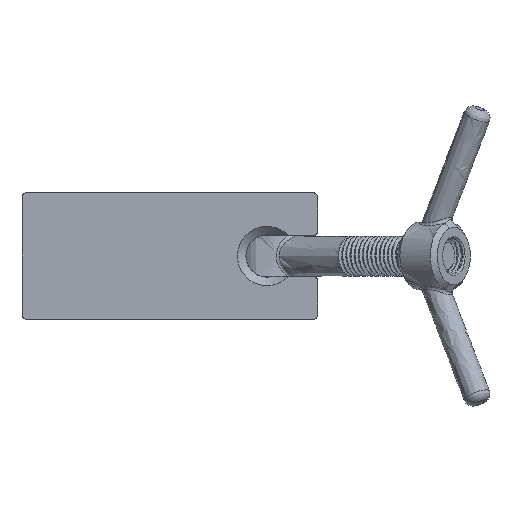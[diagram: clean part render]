
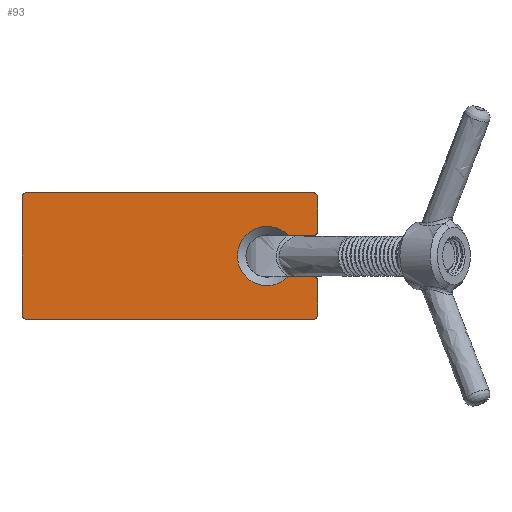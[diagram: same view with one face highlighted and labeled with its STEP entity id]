
A CAD part, top view. The second image highlights one B-rep face of the part: STEP entity #93.
In plain terms, the highlighted free-form (B-spline) face has degree [1, 1] with [2, 2] control points.
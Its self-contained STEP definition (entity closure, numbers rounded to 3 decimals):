
#32 = VERTEX_POINT('',#33);
#33 = CARTESIAN_POINT('',(27.962,27.03,
    79.227));
#38 = EDGE_CURVE('',#32,#39,#41,.T.);
#39 = VERTEX_POINT('',#40);
#40 = CARTESIAN_POINT('',(25.166,24.234,
    79.227));
#41 = ( BOUNDED_CURVE() B_SPLINE_CURVE(2,(#42,#43,#44),.UNSPECIFIED.,.F.
,.F.) B_SPLINE_CURVE_WITH_KNOTS((3,3),(5.498,7.069),
.PIECEWISE_BEZIER_KNOTS.) CURVE() GEOMETRIC_REPRESENTATION_ITEM() 
RATIONAL_B_SPLINE_CURVE((1.,0.707,1.)) REPRESENTATION_ITEM('') 
  );
#42 = CARTESIAN_POINT('',(27.962,27.03,
    79.227));
#43 = CARTESIAN_POINT('',(27.962,24.234,
    79.227));
#44 = CARTESIAN_POINT('',(25.166,24.234,
    79.227));
#62 = EDGE_CURVE('',#63,#39,#65,.T.);
#63 = VERTEX_POINT('',#64);
#64 = CARTESIAN_POINT('',(11.873,24.234,
    79.227));
#65 = B_SPLINE_CURVE_WITH_KNOTS('',1,(#66,#67),.UNSPECIFIED.,.F.,.F.,(2,
    2),(26.488,40.75),.PIECEWISE_BEZIER_KNOTS.);
#66 = CARTESIAN_POINT('',(11.873,24.234,
    79.227));
#67 = CARTESIAN_POINT('',(25.166,24.234,
    79.227));
#93 = ADVANCED_FACE('',(#94),#188,.T.);
#94 = FACE_BOUND('',#95,.T.);
#95 = EDGE_LOOP('',(#96,#97,#104,#112,#119,#127,#134,#142,#149,#157,#164
    ,#172,#179,#187));
#96 = ORIENTED_EDGE('',*,*,#38,.F.);
#97 = ORIENTED_EDGE('',*,*,#98,.T.);
#98 = EDGE_CURVE('',#32,#99,#101,.T.);
#99 = VERTEX_POINT('',#100);
#100 = CARTESIAN_POINT('',(27.962,45.206,
    79.227));
#101 = B_SPLINE_CURVE_WITH_KNOTS('',1,(#102,#103),.UNSPECIFIED.,.F.,.F.,
  (2,2),(30.497,49.997),.PIECEWISE_BEZIER_KNOTS.);
#102 = CARTESIAN_POINT('',(27.962,27.03,
    79.227));
#103 = CARTESIAN_POINT('',(27.962,45.206,
    79.227));
#104 = ORIENTED_EDGE('',*,*,#105,.T.);
#105 = EDGE_CURVE('',#99,#106,#108,.T.);
#106 = VERTEX_POINT('',#107);
#107 = CARTESIAN_POINT('',(25.166,48.002,
    79.227));
#108 = ( BOUNDED_CURVE() B_SPLINE_CURVE(2,(#109,#110,#111),
.UNSPECIFIED.,.F.,.F.) B_SPLINE_CURVE_WITH_KNOTS((3,3),(0.,
1.571),.PIECEWISE_BEZIER_KNOTS.) CURVE() 
GEOMETRIC_REPRESENTATION_ITEM() RATIONAL_B_SPLINE_CURVE((1.,
0.707,1.)) REPRESENTATION_ITEM('') );
#109 = CARTESIAN_POINT('',(27.962,45.206,
    79.227));
#110 = CARTESIAN_POINT('',(27.962,48.002,
    79.227));
#111 = CARTESIAN_POINT('',(25.166,48.002,
    79.227));
#112 = ORIENTED_EDGE('',*,*,#113,.T.);
#113 = EDGE_CURVE('',#106,#114,#116,.T.);
#114 = VERTEX_POINT('',#115);
#115 = CARTESIAN_POINT('',(-132.356,48.002,
    79.227));
#116 = B_SPLINE_CURVE_WITH_KNOTS('',1,(#117,#118),.UNSPECIFIED.,.F.,.F.,
  (2,2),(0.,169.),.PIECEWISE_BEZIER_KNOTS.);
#117 = CARTESIAN_POINT('',(25.166,48.002,
    79.227));
#118 = CARTESIAN_POINT('',(-132.356,48.002,
    79.227));
#119 = ORIENTED_EDGE('',*,*,#120,.T.);
#120 = EDGE_CURVE('',#114,#121,#123,.T.);
#121 = VERTEX_POINT('',#122);
#122 = CARTESIAN_POINT('',(-135.152,45.206,
    79.227));
#123 = ( BOUNDED_CURVE() B_SPLINE_CURVE(2,(#124,#125,#126),
.UNSPECIFIED.,.F.,.F.) B_SPLINE_CURVE_WITH_KNOTS((3,3),(0.,
1.571),.PIECEWISE_BEZIER_KNOTS.) CURVE() 
GEOMETRIC_REPRESENTATION_ITEM() RATIONAL_B_SPLINE_CURVE((1.,
0.707,1.)) REPRESENTATION_ITEM('') );
#124 = CARTESIAN_POINT('',(-132.356,48.002,
    79.227));
#125 = CARTESIAN_POINT('',(-135.152,48.002,
    79.227));
#126 = CARTESIAN_POINT('',(-135.152,45.206,
    79.227));
#127 = ORIENTED_EDGE('',*,*,#128,.T.);
#128 = EDGE_CURVE('',#121,#129,#131,.T.);
#129 = VERTEX_POINT('',#130);
#130 = CARTESIAN_POINT('',(-135.152,-19.108,
    79.227));
#131 = B_SPLINE_CURVE_WITH_KNOTS('',1,(#132,#133),.UNSPECIFIED.,.F.,.F.,
  (2,2),(0.,69.),.PIECEWISE_BEZIER_KNOTS.);
#132 = CARTESIAN_POINT('',(-135.152,45.206,
    79.227));
#133 = CARTESIAN_POINT('',(-135.152,-19.108,
    79.227));
#134 = ORIENTED_EDGE('',*,*,#135,.T.);
#135 = EDGE_CURVE('',#129,#136,#138,.T.);
#136 = VERTEX_POINT('',#137);
#137 = CARTESIAN_POINT('',(-132.356,-21.904,
    79.227));
#138 = ( BOUNDED_CURVE() B_SPLINE_CURVE(2,(#139,#140,#141),
.UNSPECIFIED.,.F.,.F.) B_SPLINE_CURVE_WITH_KNOTS((3,3),(0.,
1.571),.PIECEWISE_BEZIER_KNOTS.) CURVE() 
GEOMETRIC_REPRESENTATION_ITEM() RATIONAL_B_SPLINE_CURVE((1.,
0.707,1.)) REPRESENTATION_ITEM('') );
#139 = CARTESIAN_POINT('',(-135.152,-19.108,
    79.227));
#140 = CARTESIAN_POINT('',(-135.152,-21.904,
    79.227));
#141 = CARTESIAN_POINT('',(-132.356,-21.904,
    79.227));
#142 = ORIENTED_EDGE('',*,*,#143,.T.);
#143 = EDGE_CURVE('',#136,#144,#146,.T.);
#144 = VERTEX_POINT('',#145);
#145 = CARTESIAN_POINT('',(25.166,-21.904,
    79.227));
#146 = B_SPLINE_CURVE_WITH_KNOTS('',1,(#147,#148),.UNSPECIFIED.,.F.,.F.,
  (2,2),(0.,169.),.PIECEWISE_BEZIER_KNOTS.);
#147 = CARTESIAN_POINT('',(-132.356,-21.904,
    79.227));
#148 = CARTESIAN_POINT('',(25.166,-21.904,
    79.227));
#149 = ORIENTED_EDGE('',*,*,#150,.T.);
#150 = EDGE_CURVE('',#144,#151,#153,.T.);
#151 = VERTEX_POINT('',#152);
#152 = CARTESIAN_POINT('',(27.962,-19.108,
    79.227));
#153 = ( BOUNDED_CURVE() B_SPLINE_CURVE(2,(#154,#155,#156),
.UNSPECIFIED.,.F.,.F.) B_SPLINE_CURVE_WITH_KNOTS((3,3),(0.,
1.571),.PIECEWISE_BEZIER_KNOTS.) CURVE() 
GEOMETRIC_REPRESENTATION_ITEM() RATIONAL_B_SPLINE_CURVE((1.,
0.707,1.)) REPRESENTATION_ITEM('') );
#154 = CARTESIAN_POINT('',(25.166,-21.904,
    79.227));
#155 = CARTESIAN_POINT('',(27.962,-21.904,
    79.227));
#156 = CARTESIAN_POINT('',(27.962,-19.108,
    79.227));
#157 = ORIENTED_EDGE('',*,*,#158,.T.);
#158 = EDGE_CURVE('',#151,#159,#161,.T.);
#159 = VERTEX_POINT('',#160);
#160 = CARTESIAN_POINT('',(27.962,-0.932,
    79.227));
#161 = B_SPLINE_CURVE_WITH_KNOTS('',1,(#162,#163),.UNSPECIFIED.,.F.,.F.,
  (2,2),(-19.003,0.497),.PIECEWISE_BEZIER_KNOTS.);
#162 = CARTESIAN_POINT('',(27.962,-19.108,
    79.227));
#163 = CARTESIAN_POINT('',(27.962,-0.932,
    79.227));
#164 = ORIENTED_EDGE('',*,*,#165,.F.);
#165 = EDGE_CURVE('',#166,#159,#168,.T.);
#166 = VERTEX_POINT('',#167);
#167 = CARTESIAN_POINT('',(25.166,1.864,79.227
    ));
#168 = ( BOUNDED_CURVE() B_SPLINE_CURVE(2,(#169,#170,#171),
.UNSPECIFIED.,.F.,.F.) B_SPLINE_CURVE_WITH_KNOTS((3,3),(5.498,
7.069),.PIECEWISE_BEZIER_KNOTS.) CURVE() 
GEOMETRIC_REPRESENTATION_ITEM() RATIONAL_B_SPLINE_CURVE((1.,
0.707,1.)) REPRESENTATION_ITEM('') );
#169 = CARTESIAN_POINT('',(25.166,1.864,79.227
    ));
#170 = CARTESIAN_POINT('',(27.962,1.864,79.227
    ));
#171 = CARTESIAN_POINT('',(27.962,-0.932,
    79.227));
#172 = ORIENTED_EDGE('',*,*,#173,.T.);
#173 = EDGE_CURVE('',#166,#174,#176,.T.);
#174 = VERTEX_POINT('',#175);
#175 = CARTESIAN_POINT('',(11.873,1.864,79.227
    ));
#176 = B_SPLINE_CURVE_WITH_KNOTS('',1,(#177,#178),.UNSPECIFIED.,.F.,.F.,
  (2,2),(-40.75,-26.488),.PIECEWISE_BEZIER_KNOTS.);
#177 = CARTESIAN_POINT('',(25.166,1.864,79.227
    ));
#178 = CARTESIAN_POINT('',(11.873,1.864,79.227
    ));
#179 = ORIENTED_EDGE('',*,*,#180,.F.);
#180 = EDGE_CURVE('',#63,#174,#181,.T.);
#181 = ( BOUNDED_CURVE() B_SPLINE_CURVE(2,(#182,#183,#184,#185,#186),
.UNSPECIFIED.,.F.,.F.) B_SPLINE_CURVE_WITH_KNOTS((3,2,3),(2.326
,4.712,7.098),.PIECEWISE_BEZIER_KNOTS.) CURVE() 
GEOMETRIC_REPRESENTATION_ITEM() RATIONAL_B_SPLINE_CURVE((1.,
0.369,1.,0.369,1.)) REPRESENTATION_ITEM('') );
#182 = CARTESIAN_POINT('',(11.873,24.234,
    79.227));
#183 = CARTESIAN_POINT('',(-16.311,54.151,
    79.227));
#184 = CARTESIAN_POINT('',(-16.311,13.049,
    79.227));
#185 = CARTESIAN_POINT('',(-16.311,-28.053,
    79.227));
#186 = CARTESIAN_POINT('',(11.873,1.864,79.227
    ));
#187 = ORIENTED_EDGE('',*,*,#62,.T.);
#188 = B_SPLINE_SURFACE_WITH_KNOTS('',1,1,(
    (#189,#190)
    ,(#191,#192
    )),.UNSPECIFIED.,.F.,.F.,.F.,(2,2),(2,2),(-37.5,37.5),(-87.5,87.5),
  .PIECEWISE_BEZIER_KNOTS.);
#189 = CARTESIAN_POINT('',(27.962,-21.904,
    79.227));
#190 = CARTESIAN_POINT('',(-135.152,-21.904,
    79.227));
#191 = CARTESIAN_POINT('',(27.962,48.002,
    79.227));
#192 = CARTESIAN_POINT('',(-135.152,48.002,
    79.227));
